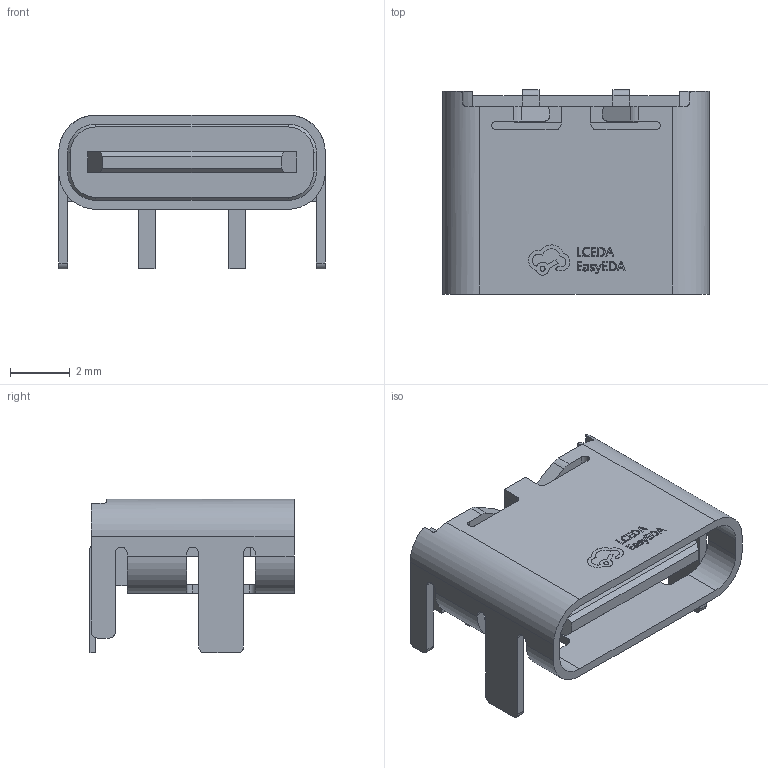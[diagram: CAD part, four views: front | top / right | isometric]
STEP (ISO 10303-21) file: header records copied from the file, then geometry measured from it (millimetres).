
FILE_DESCRIPTION (( 'STEP AP214' ), '1' );
FILE_NAME ('USB-C-TH_TYPE-C-31-M-33.step', '2022-07-15T09:40:31', ( '' ), ( '' ), 'SwSTEP 2.0', 'SolidWorks 2020', '' );
FILE_SCHEMA (( 'AUTOMOTIVE_DESIGN' ));
Length unit declared in the file: millimetre
Products named in the file (1): USB-C-TH_TYPE-C-31-M-33
Bounding box: 8.94 x 6.85 x 5.16 mm (x, y, z)
Volume: 97.5 mm3; surface area: 442.3 mm2
Topology: 15 solids, 15 shells, 450 faces, 1239 edges, 822 vertices
Faces by surface type: plane 274, bspline 112, cylinder 60, cone 4
Entity records: 20038 total; most frequent: CARTESIAN_POINT 4730, ORIENTED_EDGE 2478, DIRECTION 1803, EDGE_CURVE 1239, LINE 881, VECTOR 881, VERTEX_POINT 822, EDGE_LOOP 471
